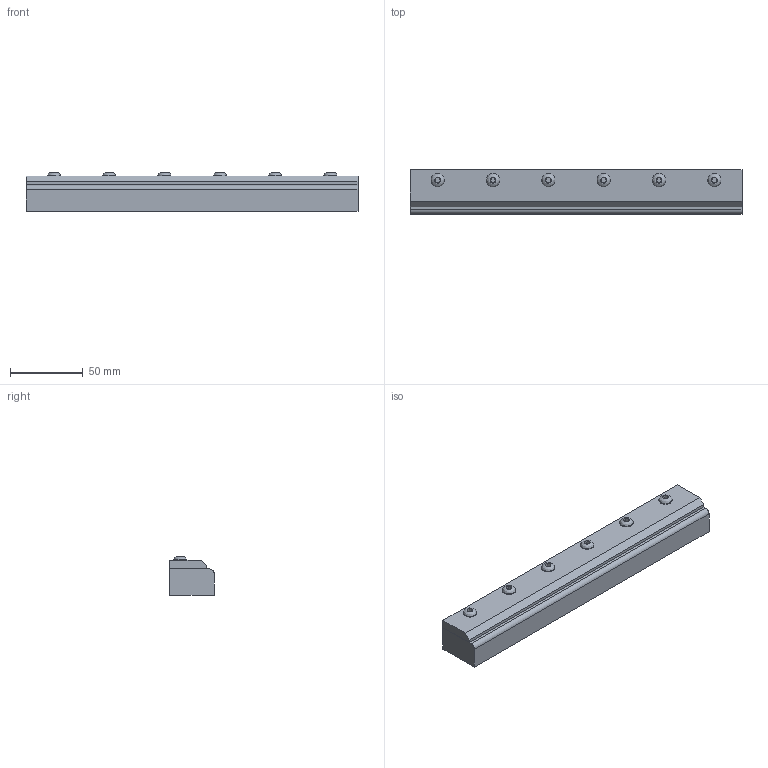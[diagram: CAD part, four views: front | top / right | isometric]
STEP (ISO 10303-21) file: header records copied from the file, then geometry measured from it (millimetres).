
FILE_DESCRIPTION((''),'2;1');
FILE_NAME('2609SS.stp','2012-04-18T12:35:12',('benzil estridge'),(''),'Autodesk Inventor 2012','Autodesk Inventor 2012','');
FILE_SCHEMA(('AUTOMOTIVE_DESIGN { 1 0 10303 214 1 1 1 1 }'));
Length unit declared in the file: inch
Products named in the file (9): Assembly12; Part199; Part201; Part203; Part205; Part207; Part209; Part211; Part213
Assembly tree (8 placements, depth 2):
  Assembly12
    Part199
    Part201
    Part203
    Part205
    Part207
    Part209
    Part211
    Part213
Bounding box: 228.6 x 30.48 x 26.85 mm (x, y, z)
Volume: 156878.6 mm3; surface area: 42360.4 mm2
Topology: 8 solids, 8 shells, 114 faces, 248 edges, 163 vertices
Faces by surface type: plane 74, cylinder 26, cone 8, bspline 6
Full cylindrical faces by diameter (mm): 4.826 x18, 9.169 x6, 11.113 x1
Entity records: 3412 total; most frequent: CARTESIAN_POINT 753, DIRECTION 518, ORIENTED_EDGE 404, EDGE_CURVE 202, AXIS2_PLACEMENT_3D 191, EDGE_LOOP 190, VERTEX_POINT 156, VECTOR 136
